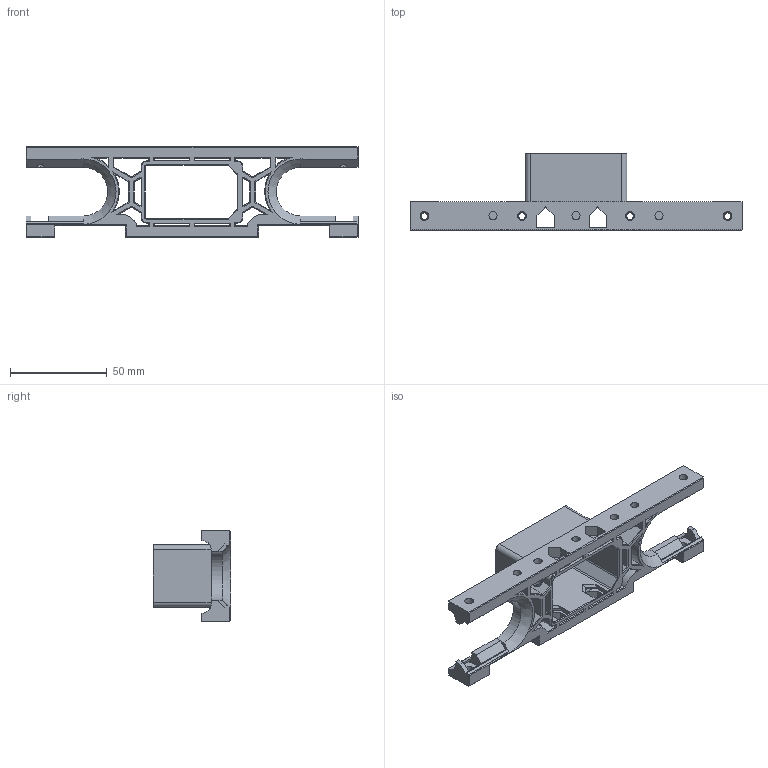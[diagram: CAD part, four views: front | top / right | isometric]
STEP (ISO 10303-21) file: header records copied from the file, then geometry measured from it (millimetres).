
FILE_DESCRIPTION (( 'STEP AP214' ), '1' );
FILE_NAME ('new_rear_skirt.STEP', '2021-08-08T09:07:57', ( '' ), ( '' ), 'SwSTEP 2.0', 'SolidWorks 2021', '' );
FILE_SCHEMA (( 'AUTOMOTIVE_DESIGN' ));
Length unit declared in the file: millimetre
Products named in the file (1): new_rear_skirt
Bounding box: 171.95 x 40 x 47 mm (x, y, z)
Volume: 48029.1 mm3; surface area: 32065.2 mm2
Topology: 1 solids, 1 shells, 342 faces, 975 edges, 616 vertices
Faces by surface type: plane 273, cylinder 49, cone 20
Entity records: 11251 total; most frequent: CARTESIAN_POINT 2269, ORIENTED_EDGE 1950, DIRECTION 1731, EDGE_CURVE 975, LINE 783, VECTOR 783, VERTEX_POINT 616, AXIS2_PLACEMENT_3D 474
